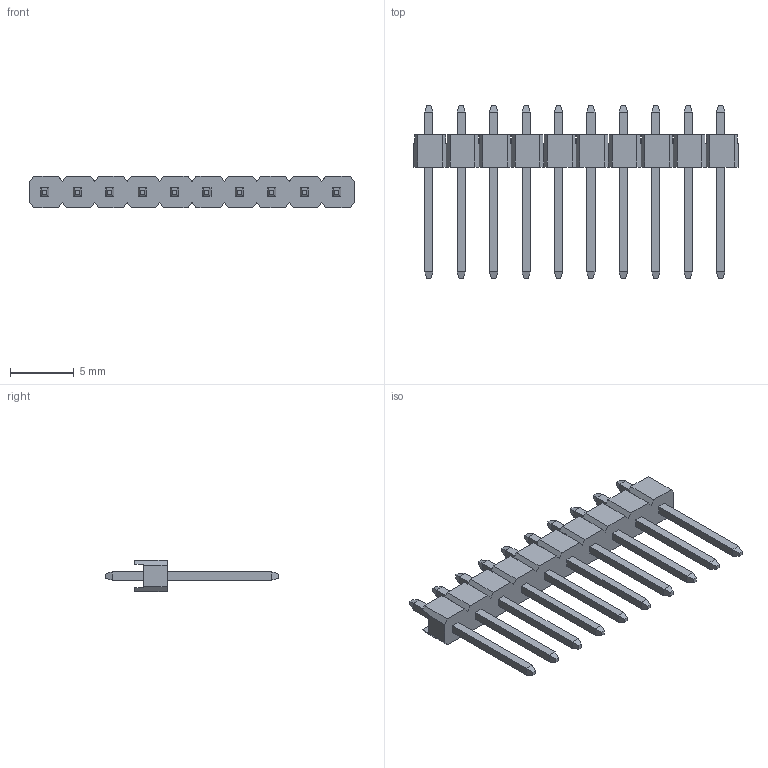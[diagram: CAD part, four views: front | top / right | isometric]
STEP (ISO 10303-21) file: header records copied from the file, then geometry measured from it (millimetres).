
FILE_DESCRIPTION(('STEP AP214'),'1');
FILE_NAME(' ',' ',('TraceParts'),('TraceParts S.A.'),'XStep 1.0',' ',' ');
FILE_SCHEMA(('automotive_design'));
Length unit declared in the file: millimetre
Products named in the file (1): 1
Bounding box: 25.4 x 13.6 x 2.5 mm (x, y, z)
Volume: 168.5 mm3; surface area: 597.5 mm2
Topology: 1 solids, 1 shells, 300 faces, 754 edges, 476 vertices
Faces by surface type: plane 300
Entity records: 17244 total; most frequent: CARTESIAN_POINT 1531, STYLED_ITEM 1530, PRESENTATION_STYLE_ASSIGNMENT 1530, COLOUR_RGB 1530, ORIENTED_EDGE 1508, DIRECTION 1356, EDGE_CURVE 754, CURVE_STYLE 754
